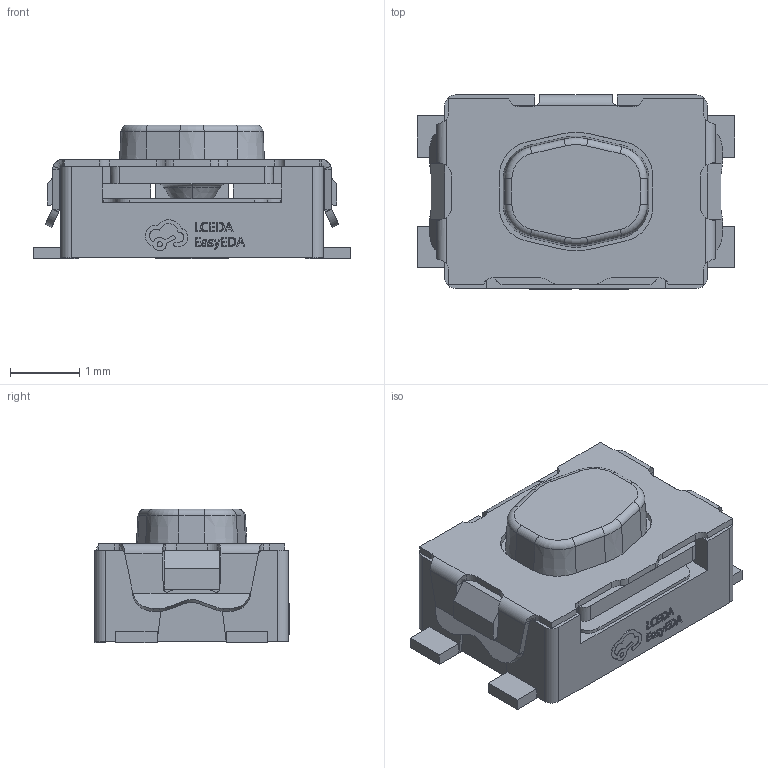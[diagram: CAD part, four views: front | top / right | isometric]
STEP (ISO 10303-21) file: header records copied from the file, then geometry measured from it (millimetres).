
FILE_DESCRIPTION (( 'STEP AP214' ), '1' );
FILE_NAME ('SW-SMD_5P-L4.2-W2.8-P1.60-LS4.6-TR.STEP', '2024-09-22T13:01:59', ( '' ), ( '' ), 'SwSTEP 2.0', 'SolidWorks 2020', '' );
FILE_SCHEMA (( 'AUTOMOTIVE_DESIGN' ));
Length unit declared in the file: millimetre
Products named in the file (1): SW-SMD_5P-L4.2-W2.8-P1.60-LS4.6-TR
Bounding box: 4.6 x 2.81 x 1.94 mm (x, y, z)
Volume: 14.2 mm3; surface area: 78.4 mm2
Topology: 1 solids, 2 shells, 518 faces, 1422 edges, 922 vertices
Faces by surface type: plane 299, bspline 114, cylinder 83, torus 12, cone 10
Entity records: 23211 total; most frequent: CARTESIAN_POINT 5015, ORIENTED_EDGE 2844, DIRECTION 2162, EDGE_CURVE 1422, VECTOR 976, LINE 976, VERTEX_POINT 922, AXIS2_PLACEMENT_3D 593
